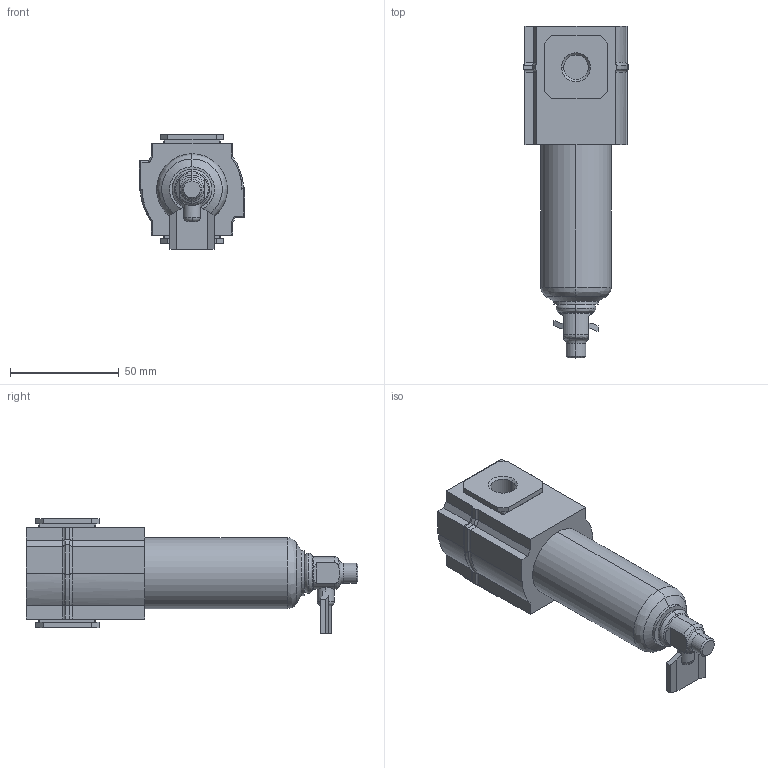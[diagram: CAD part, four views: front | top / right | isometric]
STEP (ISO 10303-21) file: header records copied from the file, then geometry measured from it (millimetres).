
FILE_DESCRIPTION (( 'STEP AP214' ), '1' );
FILE_NAME ('Norgren-F72G-2AN-QT3.step', '2019-03-02T23:27:46', ( '' ), ( '' ), 'SwSTEP 2.0', 'SolidWorks 2019', '' );
FILE_SCHEMA (( 'AUTOMOTIVE_DESIGN' ));
Length unit declared in the file: millimetre
Products named in the file (4): Norgren-F72G-2AN-QT3; Norgren-F72G-2AN-QT3_F72_ss_03; Norgren-F72G-2AN-QT3_F72_ss_41_1-4; Norgren-F72G-2AN-QT3_F72_ss_08
Assembly tree (3 placements, depth 2):
  Norgren-F72G-2AN-QT3
    Norgren-F72G-2AN-QT3_F72_ss_41_1-4
    Norgren-F72G-2AN-QT3_F72_ss_08
    Norgren-F72G-2AN-QT3_F72_ss_03
Bounding box: 48.4 x 152.8 x 52.83 mm (x, y, z)
Volume: 163783 mm3; surface area: 26384.5 mm2
Topology: 3 solids, 3 shells, 177 faces, 432 edges, 266 vertices
Faces by surface type: plane 99, cylinder 35, bspline 31, cone 6, torus 6
Entity records: 7070 total; most frequent: CARTESIAN_POINT 1767, ORIENTED_EDGE 864, DIRECTION 755, EDGE_CURVE 432, LINE 283, VECTOR 283, VERTEX_POINT 266, AXIS2_PLACEMENT_3D 236
